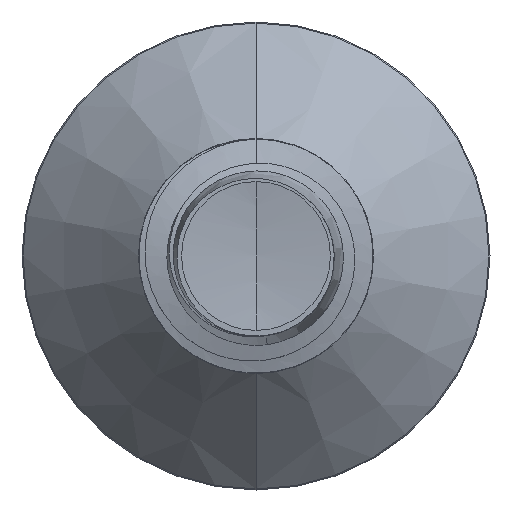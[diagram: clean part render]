
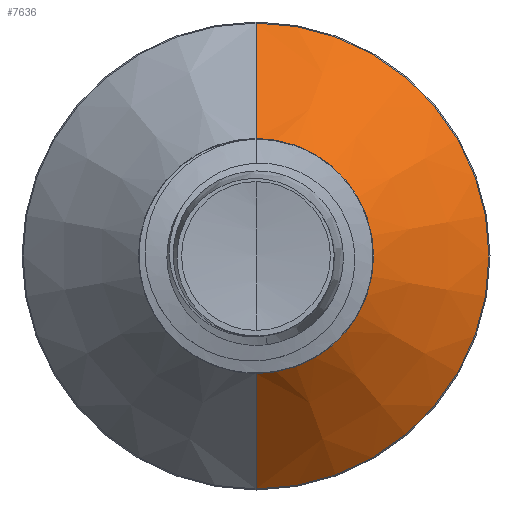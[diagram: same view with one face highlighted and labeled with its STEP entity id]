
A CAD part, front view. The second image highlights one B-rep face of the part: STEP entity #7636.
In plain terms, the highlighted conical face has half-angle 45 degrees and reference radius 1.256 mm.
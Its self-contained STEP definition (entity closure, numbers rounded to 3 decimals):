
#181 = DIRECTION ( 'NONE',  ( 0., 0.707, 0.707 ) ) ;
#332 = CIRCLE ( 'NONE', #4961, 2.489 ) ;
#359 = VERTEX_POINT ( 'NONE', #4626 ) ;
#609 = DIRECTION ( 'NONE',  ( 0., 0., 1. ) ) ;
#1722 = VERTEX_POINT ( 'NONE', #5066 ) ;
#1912 = EDGE_CURVE ( 'NONE', #1722, #7572, #332, .T. ) ;
#1989 = LINE ( 'NONE', #6280, #6925 ) ;
#2013 = ORIENTED_EDGE ( 'NONE', *, *, #4511, .T. ) ;
#2275 = AXIS2_PLACEMENT_3D ( 'NONE', #8342, #4496, #609 ) ;
#2649 = ORIENTED_EDGE ( 'NONE', *, *, #1912, .F. ) ;
#2657 = CARTESIAN_POINT ( 'NONE',  ( 0., 2.439, 0. ) ) ;
#3308 = DIRECTION ( 'NONE',  ( 0., 0., 1. ) ) ;
#3309 = AXIS2_PLACEMENT_3D ( 'NONE', #5478, #7419, #6112 ) ;
#3473 = CARTESIAN_POINT ( 'NONE',  ( 0., 1.206, 1.256 ) ) ;
#4153 = EDGE_LOOP ( 'NONE', ( #5035, #2013, #2649, #6867 ) ) ;
#4262 = VERTEX_POINT ( 'NONE', #4979 ) ;
#4496 = DIRECTION ( 'NONE',  ( 0., 1., 0. ) ) ;
#4511 = EDGE_CURVE ( 'NONE', #4262, #7572, #1989, .T. ) ;
#4626 = CARTESIAN_POINT ( 'NONE',  ( 0., 1.206, 1.256 ) ) ;
#4961 = AXIS2_PLACEMENT_3D ( 'NONE', #2657, #7150, #3308 ) ;
#4979 = CARTESIAN_POINT ( 'NONE',  ( 0., 1.206, -1.256 ) ) ;
#5035 = ORIENTED_EDGE ( 'NONE', *, *, #8310, .T. ) ;
#5066 = CARTESIAN_POINT ( 'NONE',  ( 0., 2.439, 2.489 ) ) ;
#5387 = CIRCLE ( 'NONE', #2275, 1.256 ) ;
#5478 = CARTESIAN_POINT ( 'NONE',  ( 0., 1.206, 0. ) ) ;
#5951 = VECTOR ( 'NONE', #181, 1000. ) ;
#6023 = LINE ( 'NONE', #3473, #5951 ) ;
#6112 = DIRECTION ( 'NONE',  ( 0., 0., 1. ) ) ;
#6280 = CARTESIAN_POINT ( 'NONE',  ( 0., 1.206, -1.256 ) ) ;
#6605 = FACE_OUTER_BOUND ( 'NONE', #4153, .T. ) ;
#6692 = CARTESIAN_POINT ( 'NONE',  ( 0., 2.439, -2.489 ) ) ;
#6867 = ORIENTED_EDGE ( 'NONE', *, *, #7554, .F. ) ;
#6925 = VECTOR ( 'NONE', #8215, 1000. ) ;
#7150 = DIRECTION ( 'NONE',  ( 0., 1., 0. ) ) ;
#7419 = DIRECTION ( 'NONE',  ( 0., 1., 0. ) ) ;
#7546 = CONICAL_SURFACE ( 'NONE', #3309, 1.256, 0.785 ) ;
#7554 = EDGE_CURVE ( 'NONE', #359, #1722, #6023, .T. ) ;
#7572 = VERTEX_POINT ( 'NONE', #6692 ) ;
#7636 = ADVANCED_FACE ( 'NONE', ( #6605 ), #7546, .T. ) ;
#8215 = DIRECTION ( 'NONE',  ( 0., 0.707, -0.707 ) ) ;
#8310 = EDGE_CURVE ( 'NONE', #359, #4262, #5387, .T. ) ;
#8342 = CARTESIAN_POINT ( 'NONE',  ( 0., 1.206, 0. ) ) ;
